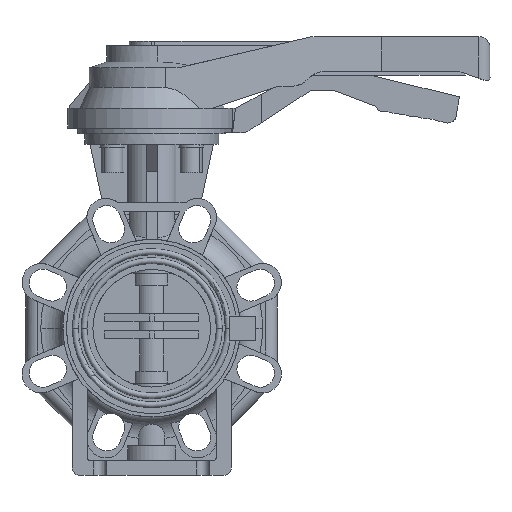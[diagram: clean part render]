
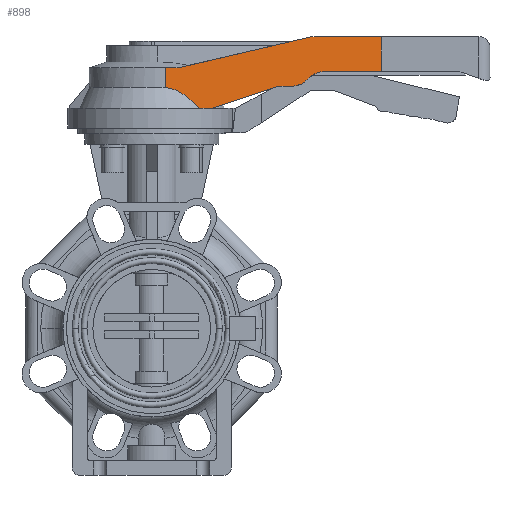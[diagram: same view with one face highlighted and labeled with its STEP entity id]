
A CAD part, front view. The second image highlights one B-rep face of the part: STEP entity #898.
In plain terms, the highlighted planar face has unit normal (0.175, -0.985, 0).
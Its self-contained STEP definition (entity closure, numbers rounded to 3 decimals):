
#898=ADVANCED_FACE('',(#2246),#2247,.F.);
#2246=FACE_OUTER_BOUND('',#4076,.T.);
#2247=PLANE('',#4077);
#4076=EDGE_LOOP('',(#6875,#6876,#6877,#6878,#6879,#6880,#6881,#6882,#6883,#6884,#6885,#6886,#6887));
#4077=AXIS2_PLACEMENT_3D('',#6888,#6889,#6890);
#6875=ORIENTED_EDGE('',*,*,#11614,.T.);
#6876=ORIENTED_EDGE('',*,*,#12013,.F.);
#6877=ORIENTED_EDGE('',*,*,#12014,.F.);
#6878=ORIENTED_EDGE('',*,*,#12015,.F.);
#6879=ORIENTED_EDGE('',*,*,#12016,.F.);
#6880=ORIENTED_EDGE('',*,*,#12017,.F.);
#6881=ORIENTED_EDGE('',*,*,#11906,.F.);
#6882=ORIENTED_EDGE('',*,*,#12018,.F.);
#6883=ORIENTED_EDGE('',*,*,#11992,.F.);
#6884=ORIENTED_EDGE('',*,*,#12011,.F.);
#6885=ORIENTED_EDGE('',*,*,#11939,.F.);
#6886=ORIENTED_EDGE('',*,*,#12019,.F.);
#6887=ORIENTED_EDGE('',*,*,#12020,.F.);
#6888=CARTESIAN_POINT('',(81.06,-28.578,234.439));
#6889=DIRECTION('',(-0.175,0.985,0.0));
#6890=DIRECTION('',(0.985,0.175,0.0));
#11614=EDGE_CURVE('',#14176,#14173,#14177,.T.);
#11906=EDGE_CURVE('',#14627,#14629,#14630,.T.);
#11939=EDGE_CURVE('',#14675,#14677,#14678,.T.);
#11992=EDGE_CURVE('',#14749,#14751,#14752,.T.);
#12011=EDGE_CURVE('',#14677,#14749,#14775,.T.);
#12013=EDGE_CURVE('',#14777,#14173,#14778,.T.);
#12014=EDGE_CURVE('',#14779,#14777,#14780,.T.);
#12015=EDGE_CURVE('',#14781,#14779,#14782,.T.);
#12016=EDGE_CURVE('',#14783,#14781,#14784,.T.);
#12017=EDGE_CURVE('',#14629,#14783,#14785,.T.);
#12018=EDGE_CURVE('',#14751,#14627,#14786,.T.);
#12019=EDGE_CURVE('',#14787,#14675,#14788,.T.);
#12020=EDGE_CURVE('',#14176,#14787,#14789,.T.);
#14173=VERTEX_POINT('',#18286);
#14176=VERTEX_POINT('',#18289);
#14177=(B_SPLINE_CURVE(2,(#18291,#18292,#18293),.UNSPECIFIED.,.F.,.F.)B_SPLINE_CURVE_WITH_KNOTS((3,3),(0.0,28.297),.UNSPECIFIED.)RATIONAL_B_SPLINE_CURVE((1.0,1.036,1.0))BOUNDED_CURVE()REPRESENTATION_ITEM('')GEOMETRIC_REPRESENTATION_ITEM()CURVE());
#14627=VERTEX_POINT('',#18959);
#14629=VERTEX_POINT('',#18962);
#14630=ELLIPSE('',#18963,15.236,15.);
#14675=VERTEX_POINT('',#19032);
#14677=VERTEX_POINT('',#19035);
#14678=LINE('',#19036,#19037);
#14749=VERTEX_POINT('',#19164);
#14751=VERTEX_POINT('',#19167);
#14752=LINE('',#19168,#19169);
#14775=LINE('',#19219,#19220);
#14777=VERTEX_POINT('',#19222);
#14778=LINE('',#19223,#19224);
#14779=VERTEX_POINT('',#19225);
#14780=LINE('',#19226,#19227);
#14781=VERTEX_POINT('',#19228);
#14782=LINE('',#19229,#19230);
#14783=VERTEX_POINT('',#19231);
#14784=ELLIPSE('',#19232,15.236,15.);
#14785=LINE('',#19233,#19234);
#14786=LINE('',#19235,#19236);
#14787=VERTEX_POINT('',#19237);
#14788=LINE('',#19238,#19239);
#14789=LINE('',#19240,#19241);
#18286=CARTESIAN_POINT('',(32.561,-37.21,149.561));
#18289=CARTESIAN_POINT('',(9.198,-41.369,163.667));
#18291=CARTESIAN_POINT('',(8.942,-41.414,163.688));
#18292=CARTESIAN_POINT('',(19.841,-39.474,162.881));
#18293=CARTESIAN_POINT('',(32.561,-37.21,149.561));
#18959=CARTESIAN_POINT('',(117.584,-22.077,174.561));
#18962=CARTESIAN_POINT('',(106.978,-23.965,170.167));
#18963=AXIS2_PLACEMENT_3D('',#25714,#25715,#25716);
#19032=CARTESIAN_POINT('',(17.946,-39.812,177.011));
#19035=CARTESIAN_POINT('',(108.975,-23.61,198.204));
#19036=CARTESIAN_POINT('',(82.831,-28.263,192.117));
#19037=VECTOR('',#25751,1.0);
#19164=CARTESIAN_POINT('',(156.223,-15.2,198.204));
#19167=CARTESIAN_POINT('',(156.223,-15.2,174.561));
#19168=CARTESIAN_POINT('',(156.223,-15.2,234.439));
#19169=VECTOR('',#25799,1.0);
#19219=CARTESIAN_POINT('',(128.132,-20.2,198.204));
#19220=VECTOR('',#25814,1.0);
#19222=CARTESIAN_POINT('',(41.,-35.708,149.561));
#19223=CARTESIAN_POINT('',(44.24,-35.132,149.561));
#19224=VECTOR('',#25815,1.0);
#19225=CARTESIAN_POINT('',(86.371,-27.633,164.561));
#19226=CARTESIAN_POINT('',(88.448,-27.263,165.247));
#19227=VECTOR('',#25816,1.0);
#19228=CARTESIAN_POINT('',(95.158,-26.069,164.561));
#19229=CARTESIAN_POINT('',(91.797,-26.667,164.561));
#19230=VECTOR('',#25817,1.0);
#19231=CARTESIAN_POINT('',(105.764,-24.181,168.954));
#19232=AXIS2_PLACEMENT_3D('',#25818,#25819,#25820);
#19233=CARTESIAN_POINT('',(118.778,-21.865,181.967));
#19234=VECTOR('',#25821,1.0);
#19235=CARTESIAN_POINT('',(126.462,-20.497,174.561));
#19236=VECTOR('',#25822,1.0);
#19237=CARTESIAN_POINT('',(9.198,-41.369,177.011));
#19238=CARTESIAN_POINT('',(52.157,-33.722,177.011));
#19239=VECTOR('',#25823,1.0);
#19240=CARTESIAN_POINT('',(9.198,-41.369,206.27));
#19241=VECTOR('',#25824,1.0);
#25714=CARTESIAN_POINT('',(117.584,-22.077,159.561));
#25715=DIRECTION('',(0.175,-0.985,0.0));
#25716=DIRECTION('',(-0.985,-0.175,0.));
#25751=DIRECTION('',(0.96,0.171,0.223));
#25799=DIRECTION('',(0.0,0.0,-1.0));
#25814=DIRECTION('',(0.985,0.175,-0.0));
#25815=DIRECTION('',(-0.985,-0.175,0.0));
#25816=DIRECTION('',(-0.936,-0.167,-0.31));
#25817=DIRECTION('',(-0.985,-0.175,-0.0));
#25818=CARTESIAN_POINT('',(95.158,-26.069,179.561));
#25819=DIRECTION('',(-0.175,0.985,0.0));
#25820=DIRECTION('',(0.985,0.175,0.));
#25821=DIRECTION('',(-0.702,-0.125,-0.702));
#25822=DIRECTION('',(-0.985,-0.175,-0.0));
#25823=DIRECTION('',(0.985,0.175,-0.0));
#25824=DIRECTION('',(0.0,0.0,1.0));
